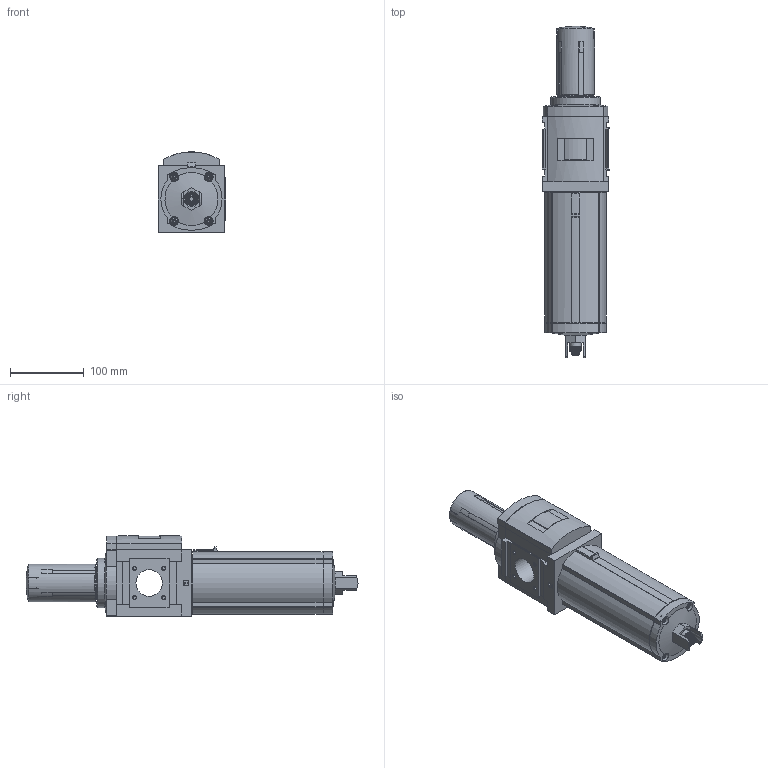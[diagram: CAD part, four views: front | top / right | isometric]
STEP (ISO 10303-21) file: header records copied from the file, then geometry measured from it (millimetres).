
FILE_DESCRIPTION(/* description */ ('STEP AP214'),/* implementation_level */ '2;1');
FILE_NAME(/* name */ '564115_MS9-LFR-G-D6-CUV-AG-BAR-AS',/* time_stamp */ '2024-09-11T16:44:53+02:00',/* author */ ('License CC BY-ND 4.0'),/* organization */ ('CADENAS'),/* preprocessor_version */ 'ST-DEVELOPER v19.3',/* originating_system */ 'PARTsolutions',/* authorisation */ ' ');
FILE_SCHEMA (('AUTOMOTIVE_DESIGN {1 0 10303 214 3 1 1}'));
Length unit declared in the file: millimetre
Products named in the file (4): 564115 MS9-LFR-G-D6-CUV-AG-BAR-AS; 562531 MS-LFR0V-D6AS; 707204 MS9; 670903
Assembly tree (3 placements, depth 2):
  564115 MS9-LFR-G-D6-CUV-AG-BAR-AS
    562531 MS-LFR0V-D6AS
    707204 MS9
    670903
Bounding box: 91.5 x 450.7 x 109 mm (x, y, z)
Volume: 2247518.9 mm3; surface area: 184116.1 mm2
Topology: 3 solids, 3 shells, 837 faces, 2138 edges, 1396 vertices
Faces by surface type: plane 530, cylinder 211, cone 48, torus 37, sphere 11
Full cylindrical faces by diameter (mm): 4.134 x8, 6 x1, 10 x4, 11 x5, 11.4 x1, 11.5 x4, 11.6 x1, 11.8 x1, 12 x4, 13 x1, 15.8 x1, 18.631 x1, 36 x1, 44 x1, 51.2 x1, 66.85 x1, 71.8 x1
Entity records: 30434 total; most frequent: CARTESIAN_POINT 4733, DIRECTION 4219, ORIENTED_EDGE 4076, EDGE_CURVE 2038, AXIS2_PLACEMENT_3D 1472, VERTEX_POINT 1379, LINE 1275, VECTOR 1275
